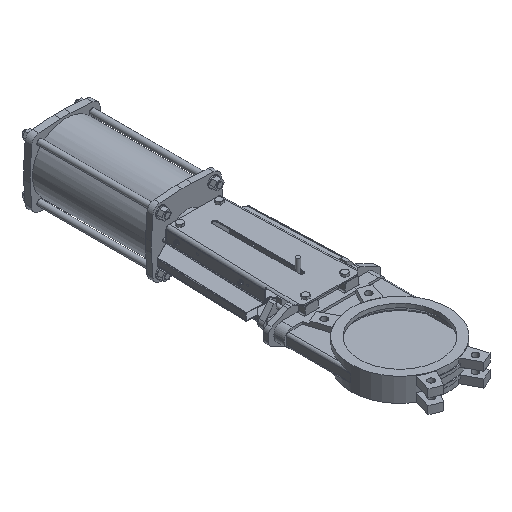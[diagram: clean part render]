
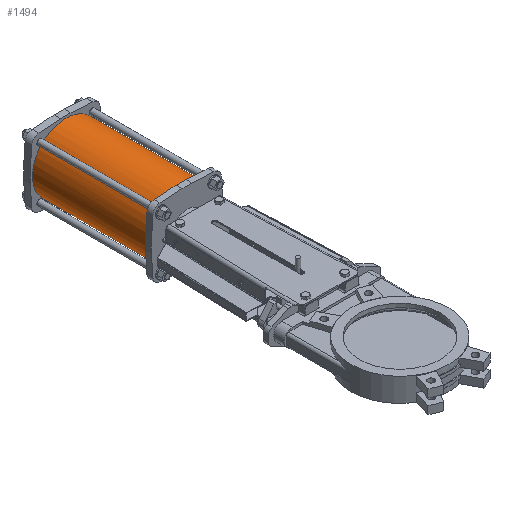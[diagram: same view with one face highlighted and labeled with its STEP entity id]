
A CAD part, isometric view. The second image highlights one B-rep face of the part: STEP entity #1494.
In plain terms, the highlighted cylindrical face has radius 85.5 mm (diameter 171 mm), a full revolution.
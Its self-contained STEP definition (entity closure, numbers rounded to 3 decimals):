
#1494 = ADVANCED_FACE( 'NONE', ( #3723, #3724 ), #3725, .T. );
#3723 = FACE_OUTER_BOUND( '', #6778, .T. );
#3724 = FACE_OUTER_BOUND( '', #6779, .T. );
#3725 = CYLINDRICAL_SURFACE( '', #6780, 85.5 );
#6778 = EDGE_LOOP( '', ( #11565 ) );
#6779 = EDGE_LOOP( '', ( #11566 ) );
#6780 = AXIS2_PLACEMENT_3D( '', #11567, #11568, #11569 );
#11565 = ORIENTED_EDGE( '', *, *, #18232, .T. );
#11566 = ORIENTED_EDGE( '', *, *, #19239, .T. );
#11567 = CARTESIAN_POINT( '', ( 0., 833., 0. ) );
#11568 = DIRECTION( '', ( 0., 1., 0. ) );
#11569 = DIRECTION( '', ( 0., 0., -1. ) );
#18232 = EDGE_CURVE( 'NONE', #21601, #21601, #21602, .T. );
#19239 = EDGE_CURVE( '', #23270, #23270, #23271, .T. );
#21601 = VERTEX_POINT( '', #26635 );
#21602 = CIRCLE( '', #26636, 85.5 );
#23270 = VERTEX_POINT( '', #29861 );
#23271 = CIRCLE( '', #29862, 85.5 );
#26635 = CARTESIAN_POINT( '', ( 0., 558., 85.5 ) );
#26636 = AXIS2_PLACEMENT_3D( '', #34482, #34483, #34484 );
#29861 = CARTESIAN_POINT( '', ( 5.842, 852., -85.3 ) );
#29862 = AXIS2_PLACEMENT_3D( '', #35538, #35539, #35540 );
#34482 = CARTESIAN_POINT( '', ( 0., 558., 0. ) );
#34483 = DIRECTION( '', ( 0., 1., 0. ) );
#34484 = DIRECTION( '', ( 0., 0., 1. ) );
#35538 = CARTESIAN_POINT( '', ( 0., 852., 0. ) );
#35539 = DIRECTION( '', ( 0., -1., 0. ) );
#35540 = DIRECTION( '', ( 0.068, 0., -0.998 ) );
